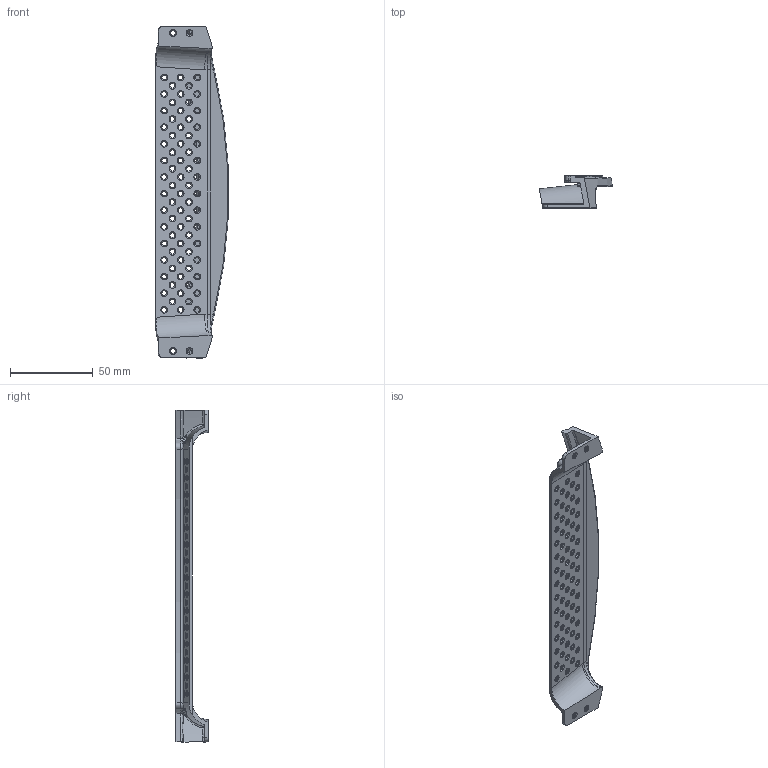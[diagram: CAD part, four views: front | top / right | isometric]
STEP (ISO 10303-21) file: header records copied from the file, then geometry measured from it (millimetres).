
FILE_DESCRIPTION (( 'STEP AP214' ), '1' );
FILE_NAME ('camera_mount_top.STEP', '2018-04-07T19:25:37', ( '' ), ( '' ), 'SwSTEP 2.0', 'SolidWorks 2016', '' );
FILE_SCHEMA (( 'AUTOMOTIVE_DESIGN' ));
Length unit declared in the file: millimetre
Products named in the file (1): camera_mount_top
Bounding box: 43.83 x 19.3 x 200 mm (x, y, z)
Volume: 29451.6 mm3; surface area: 25144.3 mm2
Topology: 1 solids, 1 shells, 779 faces, 1831 edges, 1024 vertices
Faces by surface type: torus 372, cylinder 272, plane 50, bspline 49, sphere 36
Entity records: 23699 total; most frequent: CARTESIAN_POINT 5232, DIRECTION 4422, ORIENTED_EDGE 3594, AXIS2_PLACEMENT_3D 2022, EDGE_CURVE 1797, CIRCLE 1291, VERTEX_POINT 1024, EDGE_LOOP 945
